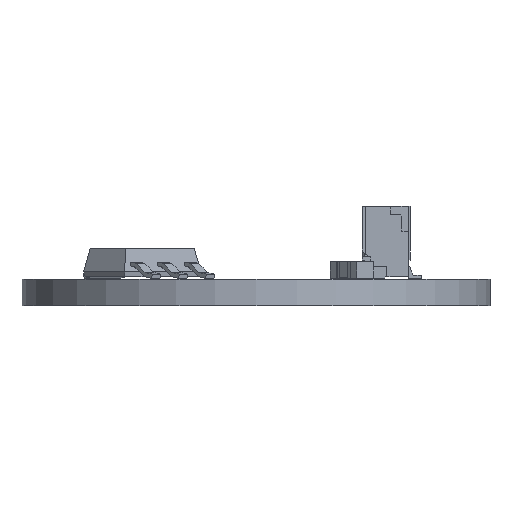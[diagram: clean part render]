
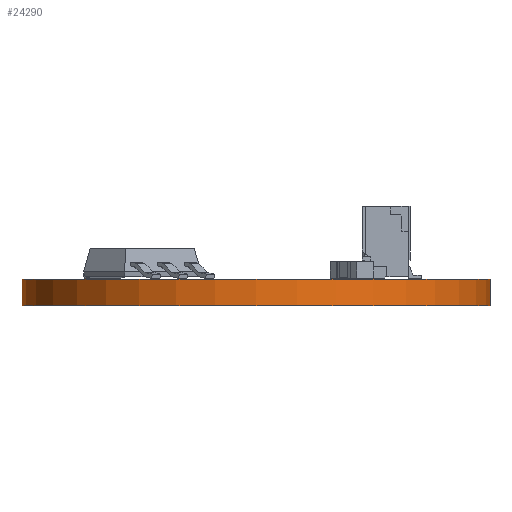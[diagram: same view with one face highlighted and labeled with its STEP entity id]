
A CAD part, front view. The second image highlights one B-rep face of the part: STEP entity #24290.
In plain terms, the highlighted cylindrical face has radius 14.1 mm (diameter 28.2 mm), a full revolution.
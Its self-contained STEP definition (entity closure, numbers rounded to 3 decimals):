
#24290 = ADVANCED_FACE('',(#24291),#24305,.T.);
#24291 = FACE_BOUND('',#24292,.F.);
#24292 = EDGE_LOOP('',(#24293,#24323,#24350,#24351));
#24293 = ORIENTED_EDGE('',*,*,#24294,.T.);
#24294 = EDGE_CURVE('',#24295,#24297,#24299,.T.);
#24295 = VERTEX_POINT('',#24296);
#24296 = CARTESIAN_POINT('',(14.1,0.,0.));
#24297 = VERTEX_POINT('',#24298);
#24298 = CARTESIAN_POINT('',(14.1,0.,1.6));
#24299 = SEAM_CURVE('',#24300,(#24304,#24316),.PCURVE_S1.);
#24300 = LINE('',#24301,#24302);
#24301 = CARTESIAN_POINT('',(14.1,0.,0.));
#24302 = VECTOR('',#24303,1.);
#24303 = DIRECTION('',(0.,0.,1.));
#24304 = PCURVE('',#24305,#24310);
#24305 = CYLINDRICAL_SURFACE('',#24306,14.1);
#24306 = AXIS2_PLACEMENT_3D('',#24307,#24308,#24309);
#24307 = CARTESIAN_POINT('',(0.,-0.,0.));
#24308 = DIRECTION('',(-0.,-0.,-1.));
#24309 = DIRECTION('',(1.,0.,-0.));
#24310 = DEFINITIONAL_REPRESENTATION('',(#24311),#24315);
#24311 = LINE('',#24312,#24313);
#24312 = CARTESIAN_POINT('',(-0.,0.));
#24313 = VECTOR('',#24314,1.);
#24314 = DIRECTION('',(-0.,-1.));
#24315 = ( GEOMETRIC_REPRESENTATION_CONTEXT(2) 
PARAMETRIC_REPRESENTATION_CONTEXT() REPRESENTATION_CONTEXT('2D SPACE',''
  ) );
#24316 = PCURVE('',#24305,#24317);
#24317 = DEFINITIONAL_REPRESENTATION('',(#24318),#24322);
#24318 = LINE('',#24319,#24320);
#24319 = CARTESIAN_POINT('',(-6.283,0.));
#24320 = VECTOR('',#24321,1.);
#24321 = DIRECTION('',(-0.,-1.));
#24322 = ( GEOMETRIC_REPRESENTATION_CONTEXT(2) 
PARAMETRIC_REPRESENTATION_CONTEXT() REPRESENTATION_CONTEXT('2D SPACE',''
  ) );
#24323 = ORIENTED_EDGE('',*,*,#24324,.T.);
#24324 = EDGE_CURVE('',#24297,#24297,#24325,.T.);
#24325 = SURFACE_CURVE('',#24326,(#24331,#24338),.PCURVE_S1.);
#24326 = CIRCLE('',#24327,14.1);
#24327 = AXIS2_PLACEMENT_3D('',#24328,#24329,#24330);
#24328 = CARTESIAN_POINT('',(0.,0.,1.6));
#24329 = DIRECTION('',(0.,0.,1.));
#24330 = DIRECTION('',(1.,0.,-0.));
#24331 = PCURVE('',#24305,#24332);
#24332 = DEFINITIONAL_REPRESENTATION('',(#24333),#24337);
#24333 = LINE('',#24334,#24335);
#24334 = CARTESIAN_POINT('',(-0.,-1.6));
#24335 = VECTOR('',#24336,1.);
#24336 = DIRECTION('',(-1.,0.));
#24337 = ( GEOMETRIC_REPRESENTATION_CONTEXT(2) 
PARAMETRIC_REPRESENTATION_CONTEXT() REPRESENTATION_CONTEXT('2D SPACE',''
  ) );
#24338 = PCURVE('',#24339,#24344);
#24339 = PLANE('',#24340);
#24340 = AXIS2_PLACEMENT_3D('',#24341,#24342,#24343);
#24341 = CARTESIAN_POINT('',(0.,0.,1.6)
  );
#24342 = DIRECTION('',(0.,0.,1.));
#24343 = DIRECTION('',(1.,0.,-0.));
#24344 = DEFINITIONAL_REPRESENTATION('',(#24345),#24349);
#24345 = CIRCLE('',#24346,14.1);
#24346 = AXIS2_PLACEMENT_2D('',#24347,#24348);
#24347 = CARTESIAN_POINT('',(0.,0.));
#24348 = DIRECTION('',(1.,0.));
#24349 = ( GEOMETRIC_REPRESENTATION_CONTEXT(2) 
PARAMETRIC_REPRESENTATION_CONTEXT() REPRESENTATION_CONTEXT('2D SPACE',''
  ) );
#24350 = ORIENTED_EDGE('',*,*,#24294,.F.);
#24351 = ORIENTED_EDGE('',*,*,#24352,.F.);
#24352 = EDGE_CURVE('',#24295,#24295,#24353,.T.);
#24353 = SURFACE_CURVE('',#24354,(#24359,#24366),.PCURVE_S1.);
#24354 = CIRCLE('',#24355,14.1);
#24355 = AXIS2_PLACEMENT_3D('',#24356,#24357,#24358);
#24356 = CARTESIAN_POINT('',(0.,-0.,0.));
#24357 = DIRECTION('',(0.,0.,1.));
#24358 = DIRECTION('',(1.,0.,-0.));
#24359 = PCURVE('',#24305,#24360);
#24360 = DEFINITIONAL_REPRESENTATION('',(#24361),#24365);
#24361 = LINE('',#24362,#24363);
#24362 = CARTESIAN_POINT('',(-0.,0.));
#24363 = VECTOR('',#24364,1.);
#24364 = DIRECTION('',(-1.,0.));
#24365 = ( GEOMETRIC_REPRESENTATION_CONTEXT(2) 
PARAMETRIC_REPRESENTATION_CONTEXT() REPRESENTATION_CONTEXT('2D SPACE',''
  ) );
#24366 = PCURVE('',#24367,#24372);
#24367 = PLANE('',#24368);
#24368 = AXIS2_PLACEMENT_3D('',#24369,#24370,#24371);
#24369 = CARTESIAN_POINT('',(0.,0.,0.)
  );
#24370 = DIRECTION('',(0.,0.,1.));
#24371 = DIRECTION('',(1.,0.,-0.));
#24372 = DEFINITIONAL_REPRESENTATION('',(#24373),#24377);
#24373 = CIRCLE('',#24374,14.1);
#24374 = AXIS2_PLACEMENT_2D('',#24375,#24376);
#24375 = CARTESIAN_POINT('',(0.,0.));
#24376 = DIRECTION('',(1.,0.));
#24377 = ( GEOMETRIC_REPRESENTATION_CONTEXT(2) 
PARAMETRIC_REPRESENTATION_CONTEXT() REPRESENTATION_CONTEXT('2D SPACE',''
  ) );
